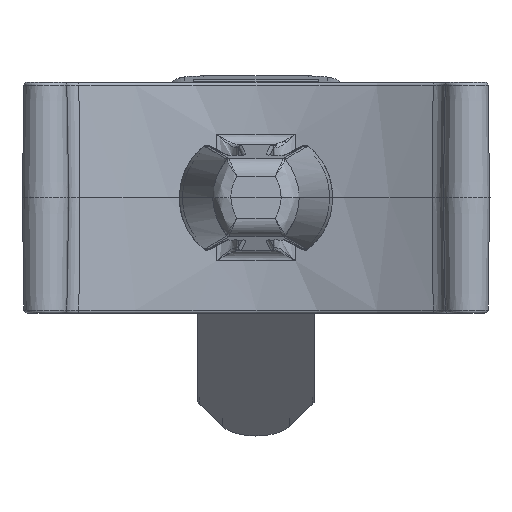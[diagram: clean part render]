
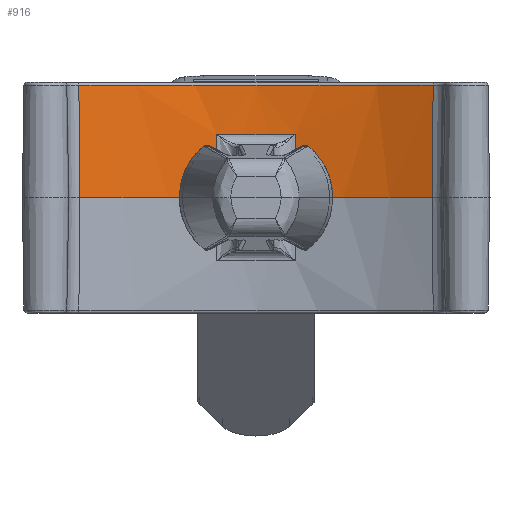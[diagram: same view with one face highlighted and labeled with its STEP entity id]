
A CAD part, front view. The second image highlights one B-rep face of the part: STEP entity #916.
In plain terms, the highlighted conical face has half-angle 1 degrees and reference radius 15.989 mm.
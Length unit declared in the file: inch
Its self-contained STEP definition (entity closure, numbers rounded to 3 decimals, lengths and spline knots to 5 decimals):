
#148=CONICAL_SURFACE('',#5285,0.6295,1.);
#228=B_SPLINE_CURVE_WITH_KNOTS('',3,(#8440,#8441,#8442,#8443,#8444,#8445,
#8446,#8447,#8448,#8449),.UNSPECIFIED.,.F.,.F.,(4,3,3,4),(0.,0.63484,
0.84392,1.),.UNSPECIFIED.);
#229=B_SPLINE_CURVE_WITH_KNOTS('',3,(#8453,#8454,#8455,#8456,#8457,#8458,
#8459,#8460,#8461,#8462),.UNSPECIFIED.,.F.,.F.,(4,3,3,4),(0.,0.15608,
0.79093,1.),.UNSPECIFIED.);
#655=CIRCLE('',#5281,0.63264);
#656=CIRCLE('',#5282,0.6295);
#657=CIRCLE('',#5283,0.63126);
#658=CIRCLE('',#5284,0.6295);
#916=ADVANCED_FACE('',(#1321),#148,.F.);
#1321=FACE_OUTER_BOUND('',#1644,.T.);
#1644=EDGE_LOOP('',(#2427,#2428,#2429,#2430,#2431,#2432,#2433,#2434));
#2427=ORIENTED_EDGE('',*,*,#4100,.F.);
#2428=ORIENTED_EDGE('',*,*,#4101,.T.);
#2429=ORIENTED_EDGE('',*,*,#4102,.T.);
#2430=ORIENTED_EDGE('',*,*,#4103,.F.);
#2431=ORIENTED_EDGE('',*,*,#4104,.T.);
#2432=ORIENTED_EDGE('',*,*,#4105,.T.);
#2433=ORIENTED_EDGE('',*,*,#4106,.T.);
#2434=ORIENTED_EDGE('',*,*,#4107,.F.);
#3565=VERTEX_POINT('',#8432);
#3566=VERTEX_POINT('',#8433);
#3567=VERTEX_POINT('',#8435);
#3568=VERTEX_POINT('',#8437);
#3569=VERTEX_POINT('',#8439);
#3570=VERTEX_POINT('',#8450);
#3571=VERTEX_POINT('',#8452);
#3572=VERTEX_POINT('',#8463);
#4100=EDGE_CURVE('',#3565,#3566,#4667,.T.);
#4101=EDGE_CURVE('',#3565,#3567,#655,.T.);
#4102=EDGE_CURVE('',#3567,#3568,#4668,.T.);
#4103=EDGE_CURVE('',#3569,#3568,#656,.T.);
#4104=EDGE_CURVE('',#3569,#3570,#228,.T.);
#4105=EDGE_CURVE('',#3570,#3571,#657,.T.);
#4106=EDGE_CURVE('',#3571,#3572,#229,.T.);
#4107=EDGE_CURVE('',#3566,#3572,#658,.T.);
#4667=LINE('',#8431,#4954);
#4668=LINE('',#8436,#4955);
#4954=VECTOR('',#6197,1.);
#4955=VECTOR('',#6200,1.);
#5281=AXIS2_PLACEMENT_3D('',#8434,#6198,#6199);
#5282=AXIS2_PLACEMENT_3D('',#8438,#6201,#6202);
#5283=AXIS2_PLACEMENT_3D('',#8451,#6203,#6204);
#5284=AXIS2_PLACEMENT_3D('',#8464,#6205,#6206);
#5285=AXIS2_PLACEMENT_3D('',#8465,#6207,#6208);
#6197=DIRECTION('',(-0.008,-0.016,-1.));
#6198=DIRECTION('',(0.,0.,1.));
#6199=DIRECTION('',(-1.,0.,0.));
#6200=DIRECTION('',(0.008,-0.016,-1.));
#6201=DIRECTION('',(0.,0.,1.));
#6202=DIRECTION('',(1.,0.,0.));
#6203=DIRECTION('',(0.,0.,-1.));
#6204=DIRECTION('',(-1.,0.,0.));
#6205=DIRECTION('',(0.,0.,1.));
#6206=DIRECTION('',(1.,0.,0.));
#6207=DIRECTION('',(0.,0.,1.));
#6208=DIRECTION('',(1.,0.,0.));
#8431=CARTESIAN_POINT('',(-1.73193,-0.13001,-1.83328));
#8432=CARTESIAN_POINT('',(-1.71617,-0.0986,0.18009));
#8433=CARTESIAN_POINT('',(-1.71758,-0.10141,0.));
#8434=CARTESIAN_POINT('',(-2.,-0.664,0.18009));
#8435=CARTESIAN_POINT('',(-2.28383,-0.0986,0.18009));
#8436=CARTESIAN_POINT('',(-2.26807,-0.13001,-1.83328));
#8437=CARTESIAN_POINT('',(-2.28242,-0.10141,0.));
#8438=CARTESIAN_POINT('',(-2.,-0.664,0.));
#8439=CARTESIAN_POINT('',(-2.06637,-0.03801,0.));
#8440=CARTESIAN_POINT('',(-2.06637,-0.03801,0.));
#8441=CARTESIAN_POINT('',(-2.06559,-0.03755,0.02131));
#8442=CARTESIAN_POINT('',(-2.0648,-0.0371,0.04263));
#8443=CARTESIAN_POINT('',(-2.06401,-0.03664,0.06394));
#8444=CARTESIAN_POINT('',(-2.06375,-0.03649,0.07096));
#8445=CARTESIAN_POINT('',(-2.06349,-0.03634,0.07798));
#8446=CARTESIAN_POINT('',(-2.06323,-0.03619,0.085));
#8447=CARTESIAN_POINT('',(-2.06304,-0.03608,0.09024));
#8448=CARTESIAN_POINT('',(-2.06285,-0.03597,0.09548));
#8449=CARTESIAN_POINT('',(-2.06265,-0.03586,0.10072));
#8450=CARTESIAN_POINT('',(-2.06265,-0.03586,0.10072));
#8451=CARTESIAN_POINT('',(-2.,-0.664,0.10072));
#8452=CARTESIAN_POINT('',(-1.93735,-0.03586,0.10072));
#8453=CARTESIAN_POINT('',(-1.93735,-0.03586,0.10072));
#8454=CARTESIAN_POINT('',(-1.93715,-0.03597,0.09548));
#8455=CARTESIAN_POINT('',(-1.93696,-0.03608,0.09024));
#8456=CARTESIAN_POINT('',(-1.93677,-0.03619,0.085));
#8457=CARTESIAN_POINT('',(-1.93598,-0.03665,0.06369));
#8458=CARTESIAN_POINT('',(-1.93519,-0.0371,0.04237));
#8459=CARTESIAN_POINT('',(-1.9344,-0.03756,0.02106));
#8460=CARTESIAN_POINT('',(-1.93415,-0.03771,0.01404));
#8461=CARTESIAN_POINT('',(-1.93389,-0.03786,0.00702));
#8462=CARTESIAN_POINT('',(-1.93363,-0.03801,0.));
#8463=CARTESIAN_POINT('',(-1.93363,-0.03801,0.));
#8464=CARTESIAN_POINT('',(-2.,-0.664,0.));
#8465=CARTESIAN_POINT('',(-2.,-0.664,0.));
